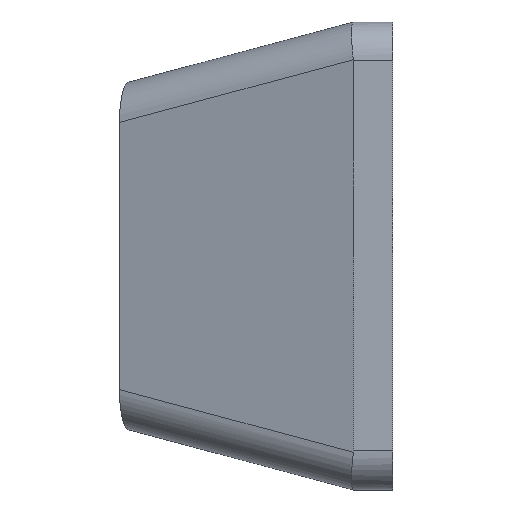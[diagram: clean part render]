
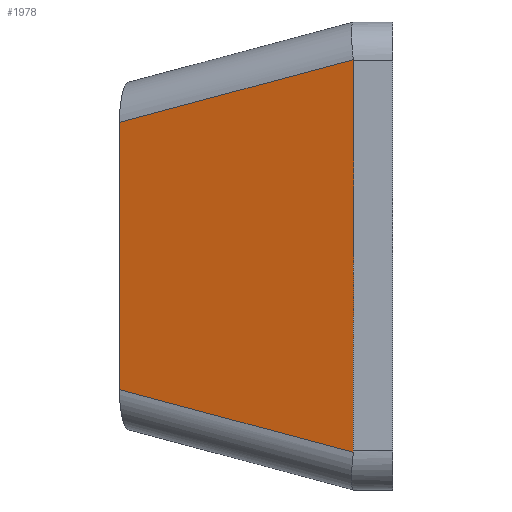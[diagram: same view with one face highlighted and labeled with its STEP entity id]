
A CAD part, left-side view. The second image highlights one B-rep face of the part: STEP entity #1978.
In plain terms, the highlighted planar face has unit normal (-0.966, 0.259, 0).
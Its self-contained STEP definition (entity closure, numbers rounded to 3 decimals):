
#34 = CARTESIAN_POINT ( 'NONE',  ( -8.948, 9., -9. ) ) ;
#37 = EDGE_CURVE ( 'NONE', #4280, #5866, #2181, .T. ) ;
#244 = VECTOR ( 'NONE', #6786, 1000. ) ;
#463 = ORIENTED_EDGE ( 'NONE', *, *, #584, .T. ) ;
#584 = EDGE_CURVE ( 'NONE', #3155, #2174, #4132, .T. ) ;
#600 = ORIENTED_EDGE ( 'NONE', *, *, #37, .F. ) ;
#765 = CARTESIAN_POINT ( 'NONE',  ( -11.359, 0.003, 7.55 ) ) ;
#873 = ORIENTED_EDGE ( 'NONE', *, *, #1608, .T. ) ;
#1019 = CARTESIAN_POINT ( 'NONE',  ( -8.948, 9., -5.14 ) ) ;
#1356 = VECTOR ( 'NONE', #5142, 1000. ) ;
#1392 = CARTESIAN_POINT ( 'NONE',  ( -11.36, 0., -9. ) ) ;
#1403 = LINE ( 'NONE', #1471, #5849 ) ;
#1460 = CARTESIAN_POINT ( 'NONE',  ( -10.321, 3.878, 6.512 ) ) ;
#1471 = CARTESIAN_POINT ( 'NONE',  ( -11.451, -0.339, -7.642 ) ) ;
#1478 =( BOUNDED_CURVE ( )  B_SPLINE_CURVE ( 3, ( #2516, #2655, #3180, #4141 ),
 .UNSPECIFIED., .F., .F. ) 
 B_SPLINE_CURVE_WITH_KNOTS ( ( 4, 4 ),
 ( 3.142, 3.175 ),
 .UNSPECIFIED. ) 
 CURVE ( )  GEOMETRIC_REPRESENTATION_ITEM ( )  RATIONAL_B_SPLINE_CURVE ( ( 1., 1., 1., 1. ) ) 
 REPRESENTATION_ITEM ( '' )  );
#1608 = EDGE_CURVE ( 'NONE', #4280, #1749, #1403, .T. ) ;
#1668 = CARTESIAN_POINT ( 'NONE',  ( -11.359, 0.003, -7.55 ) ) ;
#1749 = VERTEX_POINT ( 'NONE', #1668 ) ;
#1883 = FACE_OUTER_BOUND ( 'NONE', #2602, .T. ) ;
#1978 = ADVANCED_FACE ( 'NONE', ( #1883 ), #2457, .T. ) ;
#1995 = EDGE_CURVE ( 'NONE', #3495, #5866, #6203, .T. ) ;
#2174 = VERTEX_POINT ( 'NONE', #3939 ) ;
#2180 =( BOUNDED_CURVE ( )  B_SPLINE_CURVE ( 3, ( #4077, #6170, #2595, #5728 ),
 .UNSPECIFIED., .F., .T. ) 
 B_SPLINE_CURVE_WITH_KNOTS ( ( 4, 4 ),
 ( 3.108, 3.142 ),
 .UNSPECIFIED. ) 
 CURVE ( )  GEOMETRIC_REPRESENTATION_ITEM ( )  RATIONAL_B_SPLINE_CURVE ( ( 1., 1., 1., 1. ) ) 
 REPRESENTATION_ITEM ( '' )  );
#2181 = LINE ( 'NONE', #34, #244 ) ;
#2410 = EDGE_CURVE ( 'NONE', #1749, #3155, #2180, .T. ) ;
#2457 = PLANE ( 'NONE',  #5530 ) ;
#2494 = DIRECTION ( 'NONE',  ( -0.259, -0.966, 0. ) ) ;
#2516 = CARTESIAN_POINT ( 'NONE',  ( -11.36, 0., 7.5 ) ) ;
#2566 = DIRECTION ( 'NONE',  ( -0.251, -0.935, -0.251 ) ) ;
#2595 = CARTESIAN_POINT ( 'NONE',  ( -11.36, 0., -7.517 ) ) ;
#2602 = EDGE_LOOP ( 'NONE', ( #463, #5822, #5251, #600, #873, #3641 ) ) ;
#2655 = CARTESIAN_POINT ( 'NONE',  ( -11.36, 0., 7.517 ) ) ;
#2883 = CARTESIAN_POINT ( 'NONE',  ( -11.36, 0., -7.5 ) ) ;
#3155 = VERTEX_POINT ( 'NONE', #2883 ) ;
#3180 = CARTESIAN_POINT ( 'NONE',  ( -11.36, 0.001, 7.534 ) ) ;
#3200 = CARTESIAN_POINT ( 'NONE',  ( -11.36, 0., -9. ) ) ;
#3495 = VERTEX_POINT ( 'NONE', #765 ) ;
#3641 = ORIENTED_EDGE ( 'NONE', *, *, #2410, .T. ) ;
#3815 = EDGE_CURVE ( 'NONE', #2174, #3495, #1478, .T. ) ;
#3939 = CARTESIAN_POINT ( 'NONE',  ( -11.36, 0., 7.5 ) ) ;
#3969 = DIRECTION ( 'NONE',  ( -0.966, 0.259, 0. ) ) ;
#4077 = CARTESIAN_POINT ( 'NONE',  ( -11.359, 0.003, -7.55 ) ) ;
#4132 = LINE ( 'NONE', #3200, #5094 ) ;
#4141 = CARTESIAN_POINT ( 'NONE',  ( -11.359, 0.003, 7.55 ) ) ;
#4280 = VERTEX_POINT ( 'NONE', #1019 ) ;
#5094 = VECTOR ( 'NONE', #5286, 1000. ) ;
#5142 = DIRECTION ( 'NONE',  ( 0.251, 0.935, -0.251 ) ) ;
#5251 = ORIENTED_EDGE ( 'NONE', *, *, #1995, .T. ) ;
#5286 = DIRECTION ( 'NONE',  ( 0., 0., 1. ) ) ;
#5530 = AXIS2_PLACEMENT_3D ( 'NONE', #1392, #3969, #2494 ) ;
#5728 = CARTESIAN_POINT ( 'NONE',  ( -11.36, 0., -7.5 ) ) ;
#5822 = ORIENTED_EDGE ( 'NONE', *, *, #3815, .T. ) ;
#5849 = VECTOR ( 'NONE', #2566, 1000. ) ;
#5866 = VERTEX_POINT ( 'NONE', #6690 ) ;
#6170 = CARTESIAN_POINT ( 'NONE',  ( -11.36, 0.001, -7.534 ) ) ;
#6203 = LINE ( 'NONE', #1460, #1356 ) ;
#6690 = CARTESIAN_POINT ( 'NONE',  ( -8.948, 9., 5.14 ) ) ;
#6786 = DIRECTION ( 'NONE',  ( 0., 0., 1. ) ) ;
